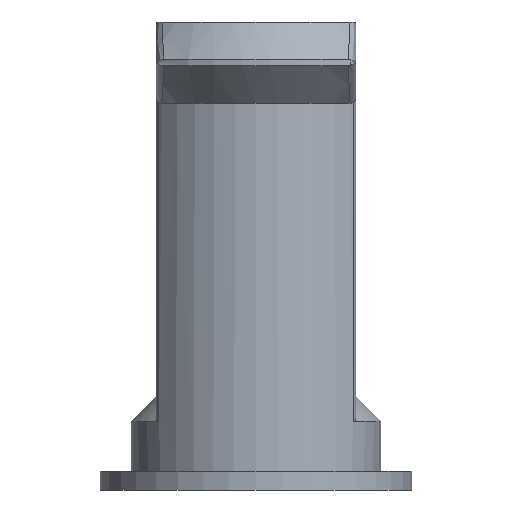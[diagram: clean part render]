
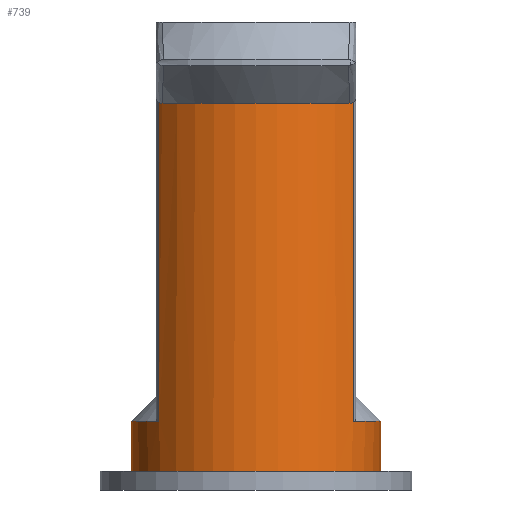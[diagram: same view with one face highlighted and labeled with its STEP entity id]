
A CAD part, left-side view. The second image highlights one B-rep face of the part: STEP entity #739.
In plain terms, the highlighted cylindrical face has radius 4 mm (diameter 8 mm), a full revolution.
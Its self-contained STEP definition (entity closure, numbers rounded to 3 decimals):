
#32=CYLINDRICAL_SURFACE('',#816,4.);
#63=LINE('',#1330,#94);
#65=LINE('',#1389,#96);
#66=LINE('',#1404,#97);
#67=LINE('',#1407,#98);
#68=LINE('',#1435,#99);
#94=VECTOR('',#930,10.);
#96=VECTOR('',#946,10.);
#97=VECTOR('',#947,4.);
#98=VECTOR('',#950,10.);
#99=VECTOR('',#953,10.);
#145=FACE_OUTER_BOUND('',#187,.T.);
#187=EDGE_LOOP('',(#598,#599,#600,#601,#602,#603,#604,#605,#606,#607,#608,
#609,#610,#611,#612,#613));
#211=CIRCLE('',#777,4.);
#214=CIRCLE('',#786,4.);
#219=CIRCLE('',#814,4.);
#220=CIRCLE('',#815,4.);
#221=CIRCLE('',#817,4.);
#222=CIRCLE('',#818,4.);
#255=B_SPLINE_CURVE_WITH_KNOTS('',3,(#1319,#1320,#1321,#1322,#1323,#1324,
#1325,#1326,#1327,#1328),.UNSPECIFIED.,.F.,.F.,(4,3,3,4),(-0.017,
-0.017,-0.008,0.),.UNSPECIFIED.);
#260=B_SPLINE_CURVE_WITH_KNOTS('',3,(#1390,#1391,#1392,#1393,#1394,#1395,
#1396,#1397,#1398,#1399,#1400,#1401,#1402),.UNSPECIFIED.,.F.,.F.,(4,3,3,
3,4),(-0.044,-0.038,-0.036,-0.03,
-0.029),.UNSPECIFIED.);
#261=B_SPLINE_CURVE_WITH_KNOTS('',3,(#1409,#1410,#1411,#1412,#1413,#1414,
#1415,#1416,#1417,#1418,#1419,#1420,#1421),.UNSPECIFIED.,.F.,.F.,(4,3,3,
3,4),(-0.044,-0.038,-0.036,-0.03,
-0.029),.UNSPECIFIED.);
#262=B_SPLINE_CURVE_WITH_KNOTS('',3,(#1425,#1426,#1427,#1428,#1429,#1430,
#1431,#1432,#1433,#1434),.UNSPECIFIED.,.F.,.F.,(4,3,3,4),(-0.017,
-0.017,-0.008,0.),.UNSPECIFIED.);
#288=VERTEX_POINT('',#1009);
#289=VERTEX_POINT('',#1018);
#301=VERTEX_POINT('',#1067);
#302=VERTEX_POINT('',#1076);
#333=VERTEX_POINT('',#1251);
#336=VERTEX_POINT('',#1296);
#342=VERTEX_POINT('',#1379);
#343=VERTEX_POINT('',#1381);
#344=VERTEX_POINT('',#1388);
#345=VERTEX_POINT('',#1403);
#346=VERTEX_POINT('',#1406);
#347=VERTEX_POINT('',#1408);
#348=VERTEX_POINT('',#1422);
#349=VERTEX_POINT('',#1424);
#366=EDGE_CURVE('',#288,#289,#211,.T.);
#381=EDGE_CURVE('',#301,#302,#214,.T.);
#431=EDGE_CURVE('',#336,#333,#255,.T.);
#432=EDGE_CURVE('',#336,#302,#63,.T.);
#439=EDGE_CURVE('',#342,#333,#219,.T.);
#440=EDGE_CURVE('',#343,#342,#220,.T.);
#442=EDGE_CURVE('',#288,#344,#65,.T.);
#443=EDGE_CURVE('',#343,#344,#260,.T.);
#444=EDGE_CURVE('',#342,#345,#66,.T.);
#445=EDGE_CURVE('',#345,#345,#221,.T.);
#446=EDGE_CURVE('',#301,#346,#67,.T.);
#447=EDGE_CURVE('',#347,#346,#261,.T.);
#448=EDGE_CURVE('',#347,#348,#222,.T.);
#449=EDGE_CURVE('',#349,#348,#262,.T.);
#450=EDGE_CURVE('',#349,#289,#68,.T.);
#598=ORIENTED_EDGE('',*,*,#442,.T.);
#599=ORIENTED_EDGE('',*,*,#443,.F.);
#600=ORIENTED_EDGE('',*,*,#440,.T.);
#601=ORIENTED_EDGE('',*,*,#444,.T.);
#602=ORIENTED_EDGE('',*,*,#445,.F.);
#603=ORIENTED_EDGE('',*,*,#444,.F.);
#604=ORIENTED_EDGE('',*,*,#439,.T.);
#605=ORIENTED_EDGE('',*,*,#431,.F.);
#606=ORIENTED_EDGE('',*,*,#432,.T.);
#607=ORIENTED_EDGE('',*,*,#381,.F.);
#608=ORIENTED_EDGE('',*,*,#446,.T.);
#609=ORIENTED_EDGE('',*,*,#447,.F.);
#610=ORIENTED_EDGE('',*,*,#448,.T.);
#611=ORIENTED_EDGE('',*,*,#449,.F.);
#612=ORIENTED_EDGE('',*,*,#450,.T.);
#613=ORIENTED_EDGE('',*,*,#366,.F.);
#739=ADVANCED_FACE('',(#145),#32,.T.);
#777=AXIS2_PLACEMENT_3D('',#1019,#842,#843);
#786=AXIS2_PLACEMENT_3D('',#1077,#862,#863);
#814=AXIS2_PLACEMENT_3D('',#1380,#940,#941);
#815=AXIS2_PLACEMENT_3D('',#1382,#942,#943);
#816=AXIS2_PLACEMENT_3D('',#1387,#944,#945);
#817=AXIS2_PLACEMENT_3D('',#1405,#948,#949);
#818=AXIS2_PLACEMENT_3D('',#1423,#951,#952);
#842=DIRECTION('center_axis',(0.,0.,1.));
#843=DIRECTION('ref_axis',(1.,0.,0.));
#862=DIRECTION('center_axis',(0.,0.,1.));
#863=DIRECTION('ref_axis',(1.,0.,0.));
#930=DIRECTION('',(0.,0.,-1.));
#940=DIRECTION('center_axis',(0.,0.,-1.));
#941=DIRECTION('ref_axis',(1.,0.,0.));
#942=DIRECTION('center_axis',(0.,0.,-1.));
#943=DIRECTION('ref_axis',(1.,0.,0.));
#944=DIRECTION('center_axis',(0.,0.,1.));
#945=DIRECTION('ref_axis',(1.,0.,0.));
#946=DIRECTION('',(0.,0.,1.));
#947=DIRECTION('',(0.,0.,-1.));
#948=DIRECTION('center_axis',(0.,0.,-1.));
#949=DIRECTION('ref_axis',(1.,0.,0.));
#950=DIRECTION('',(0.,0.,1.));
#951=DIRECTION('center_axis',(0.,0.,-1.));
#952=DIRECTION('ref_axis',(1.,0.,0.));
#953=DIRECTION('',(0.,0.,-1.));
#1009=CARTESIAN_POINT('',(37.486,-43.111,-3.8));
#1018=CARTESIAN_POINT('',(42.514,-43.111,-3.8));
#1019=CARTESIAN_POINT('Origin',(40.,-40.,-3.8));
#1067=CARTESIAN_POINT('',(42.514,-36.889,-3.8));
#1076=CARTESIAN_POINT('',(37.486,-36.889,-3.8));
#1077=CARTESIAN_POINT('Origin',(40.,-40.,-3.8));
#1251=CARTESIAN_POINT('',(37.369,-36.987,6.4));
#1296=CARTESIAN_POINT('',(37.486,-36.889,6.428));
#1319=CARTESIAN_POINT('Ctrl Pts',(37.486,-36.889,6.428));
#1320=CARTESIAN_POINT('Ctrl Pts',(37.485,-36.889,6.427));
#1321=CARTESIAN_POINT('Ctrl Pts',(37.484,-36.89,6.427));
#1322=CARTESIAN_POINT('Ctrl Pts',(37.484,-36.891,6.427));
#1323=CARTESIAN_POINT('Ctrl Pts',(37.466,-36.905,6.417));
#1324=CARTESIAN_POINT('Ctrl Pts',(37.447,-36.92,6.411));
#1325=CARTESIAN_POINT('Ctrl Pts',(37.427,-36.937,6.406));
#1326=CARTESIAN_POINT('Ctrl Pts',(37.409,-36.953,6.402));
#1327=CARTESIAN_POINT('Ctrl Pts',(37.389,-36.969,6.4));
#1328=CARTESIAN_POINT('Ctrl Pts',(37.369,-36.987,6.4));
#1330=CARTESIAN_POINT('',(37.486,-36.889,-6.));
#1379=CARTESIAN_POINT('',(36.,-40.,6.4));
#1380=CARTESIAN_POINT('Origin',(40.,-40.,6.4));
#1381=CARTESIAN_POINT('',(37.369,-43.013,6.4));
#1382=CARTESIAN_POINT('Origin',(40.,-40.,6.4));
#1387=CARTESIAN_POINT('Origin',(40.,-40.,-6.));
#1388=CARTESIAN_POINT('',(37.486,-43.111,6.428));
#1389=CARTESIAN_POINT('',(37.486,-43.111,-6.));
#1390=CARTESIAN_POINT('Ctrl Pts',(37.369,-43.013,6.4));
#1391=CARTESIAN_POINT('Ctrl Pts',(37.385,-43.027,6.4));
#1392=CARTESIAN_POINT('Ctrl Pts',(37.401,-43.041,6.401));
#1393=CARTESIAN_POINT('Ctrl Pts',(37.417,-43.055,6.404));
#1394=CARTESIAN_POINT('Ctrl Pts',(37.423,-43.059,6.405));
#1395=CARTESIAN_POINT('Ctrl Pts',(37.428,-43.064,6.406));
#1396=CARTESIAN_POINT('Ctrl Pts',(37.434,-43.068,6.408));
#1397=CARTESIAN_POINT('Ctrl Pts',(37.449,-43.081,6.411));
#1398=CARTESIAN_POINT('Ctrl Pts',(37.463,-43.093,6.417));
#1399=CARTESIAN_POINT('Ctrl Pts',(37.477,-43.104,6.423));
#1400=CARTESIAN_POINT('Ctrl Pts',(37.48,-43.107,6.425));
#1401=CARTESIAN_POINT('Ctrl Pts',(37.483,-43.109,6.426));
#1402=CARTESIAN_POINT('Ctrl Pts',(37.486,-43.111,6.428));
#1403=CARTESIAN_POINT('',(36.,-40.,-5.4));
#1404=CARTESIAN_POINT('',(36.,-40.,-6.));
#1405=CARTESIAN_POINT('Origin',(40.,-40.,-5.4));
#1406=CARTESIAN_POINT('',(42.514,-36.889,6.428));
#1407=CARTESIAN_POINT('',(42.514,-36.889,-6.));
#1408=CARTESIAN_POINT('',(42.631,-36.987,6.4));
#1409=CARTESIAN_POINT('Ctrl Pts',(42.631,-36.987,6.4));
#1410=CARTESIAN_POINT('Ctrl Pts',(42.615,-36.973,6.4));
#1411=CARTESIAN_POINT('Ctrl Pts',(42.599,-36.959,6.401));
#1412=CARTESIAN_POINT('Ctrl Pts',(42.583,-36.945,6.404));
#1413=CARTESIAN_POINT('Ctrl Pts',(42.577,-36.941,6.405));
#1414=CARTESIAN_POINT('Ctrl Pts',(42.572,-36.936,6.406));
#1415=CARTESIAN_POINT('Ctrl Pts',(42.566,-36.932,6.408));
#1416=CARTESIAN_POINT('Ctrl Pts',(42.551,-36.919,6.411));
#1417=CARTESIAN_POINT('Ctrl Pts',(42.537,-36.907,6.417));
#1418=CARTESIAN_POINT('Ctrl Pts',(42.523,-36.896,6.423));
#1419=CARTESIAN_POINT('Ctrl Pts',(42.52,-36.893,6.425));
#1420=CARTESIAN_POINT('Ctrl Pts',(42.517,-36.891,6.426));
#1421=CARTESIAN_POINT('Ctrl Pts',(42.514,-36.889,6.428));
#1422=CARTESIAN_POINT('',(42.631,-43.013,6.4));
#1423=CARTESIAN_POINT('Origin',(40.,-40.,6.4));
#1424=CARTESIAN_POINT('',(42.514,-43.111,6.428));
#1425=CARTESIAN_POINT('Ctrl Pts',(42.514,-43.111,6.428));
#1426=CARTESIAN_POINT('Ctrl Pts',(42.515,-43.111,6.427));
#1427=CARTESIAN_POINT('Ctrl Pts',(42.516,-43.11,6.427));
#1428=CARTESIAN_POINT('Ctrl Pts',(42.516,-43.109,6.427));
#1429=CARTESIAN_POINT('Ctrl Pts',(42.534,-43.095,6.417));
#1430=CARTESIAN_POINT('Ctrl Pts',(42.553,-43.08,6.411));
#1431=CARTESIAN_POINT('Ctrl Pts',(42.573,-43.063,6.406));
#1432=CARTESIAN_POINT('Ctrl Pts',(42.591,-43.047,6.402));
#1433=CARTESIAN_POINT('Ctrl Pts',(42.611,-43.031,6.4));
#1434=CARTESIAN_POINT('Ctrl Pts',(42.631,-43.013,6.4));
#1435=CARTESIAN_POINT('',(42.514,-43.111,-6.));
